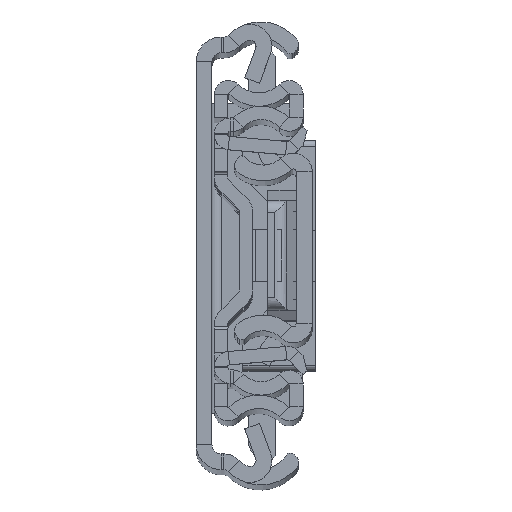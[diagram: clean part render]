
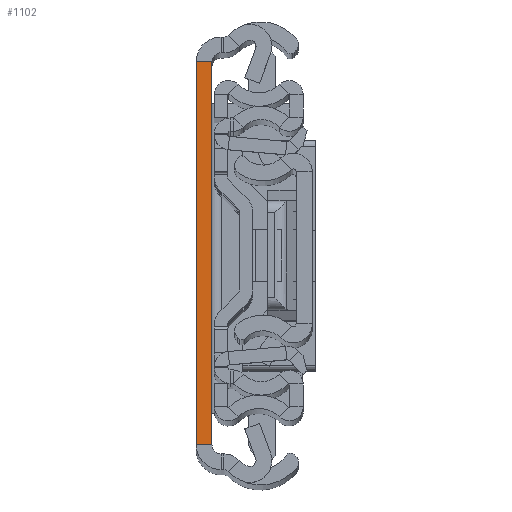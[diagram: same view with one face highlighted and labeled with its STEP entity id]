
A CAD part, top view. The second image highlights one B-rep face of the part: STEP entity #1102.
In plain terms, the highlighted planar face has unit normal (0, 0, 1).
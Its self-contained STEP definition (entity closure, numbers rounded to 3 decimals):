
#417 = CARTESIAN_POINT ( 'NONE',  ( 2.6, -31.5, 0. ) ) ;
#799 = CARTESIAN_POINT ( 'NONE',  ( 2.6, 31.5, 0. ) ) ;
#915 = VERTEX_POINT ( 'NONE', #15934 ) ;
#1035 = EDGE_CURVE ( 'NONE', #915, #2740, #8185, .T. ) ;
#1102 = ADVANCED_FACE ( 'NONE', ( #12087 ), #7063, .F. ) ;
#1671 = DIRECTION ( 'NONE',  ( 1., 0., 0. ) ) ;
#2045 = LINE ( 'NONE', #8577, #13304 ) ;
#2385 = EDGE_CURVE ( 'NONE', #11830, #915, #11078, .T. ) ;
#2626 = CARTESIAN_POINT ( 'NONE',  ( 0., 31.5, 0. ) ) ;
#2740 = VERTEX_POINT ( 'NONE', #14846 ) ;
#3327 = DIRECTION ( 'NONE',  ( 0., 1., 0. ) ) ;
#3849 = VERTEX_POINT ( 'NONE', #2626 ) ;
#3942 = VECTOR ( 'NONE', #1671, 1000. ) ;
#4159 = VECTOR ( 'NONE', #16091, 1000. ) ;
#5573 = AXIS2_PLACEMENT_3D ( 'NONE', #417, #16255, #5752 ) ;
#5752 = DIRECTION ( 'NONE',  ( 0., 1., 0. ) ) ;
#5795 = LINE ( 'NONE', #799, #15345 ) ;
#5817 = ORIENTED_EDGE ( 'NONE', *, *, #16837, .F. ) ;
#6669 = ORIENTED_EDGE ( 'NONE', *, *, #8838, .F. ) ;
#7063 = PLANE ( 'NONE',  #5573 ) ;
#8185 = LINE ( 'NONE', #16014, #4159 ) ;
#8577 = CARTESIAN_POINT ( 'NONE',  ( 0., -31.5, 0. ) ) ;
#8838 = EDGE_CURVE ( 'NONE', #3849, #2740, #5795, .T. ) ;
#11078 = LINE ( 'NONE', #12286, #3942 ) ;
#11830 = VERTEX_POINT ( 'NONE', #12257 ) ;
#12087 = FACE_OUTER_BOUND ( 'NONE', #15686, .T. ) ;
#12257 = CARTESIAN_POINT ( 'NONE',  ( 0., -31.5, 0. ) ) ;
#12286 = CARTESIAN_POINT ( 'NONE',  ( 2.6, -31.5, 0. ) ) ;
#13304 = VECTOR ( 'NONE', #3327, 1000. ) ;
#14024 = DIRECTION ( 'NONE',  ( 1., 0., 0. ) ) ;
#14282 = ORIENTED_EDGE ( 'NONE', *, *, #1035, .T. ) ;
#14846 = CARTESIAN_POINT ( 'NONE',  ( 2.6, 31.5, 0. ) ) ;
#15345 = VECTOR ( 'NONE', #14024, 1000. ) ;
#15686 = EDGE_LOOP ( 'NONE', ( #6669, #5817, #16296, #14282 ) ) ;
#15934 = CARTESIAN_POINT ( 'NONE',  ( 2.6, -31.5, 0. ) ) ;
#16014 = CARTESIAN_POINT ( 'NONE',  ( 2.6, -31.5, 0. ) ) ;
#16091 = DIRECTION ( 'NONE',  ( 0., 1., 0. ) ) ;
#16255 = DIRECTION ( 'NONE',  ( 0., 0., -1. ) ) ;
#16296 = ORIENTED_EDGE ( 'NONE', *, *, #2385, .T. ) ;
#16837 = EDGE_CURVE ( 'NONE', #11830, #3849, #2045, .T. ) ;
